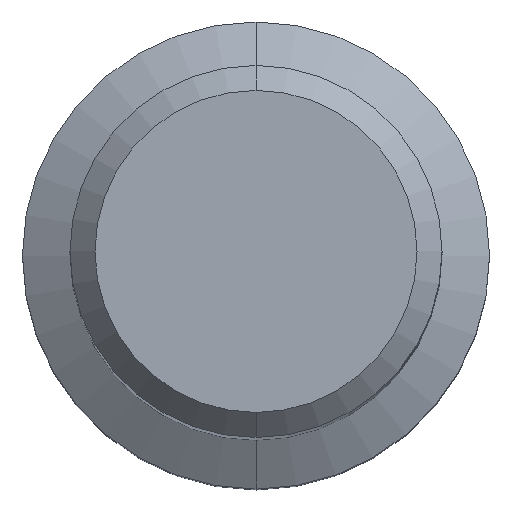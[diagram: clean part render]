
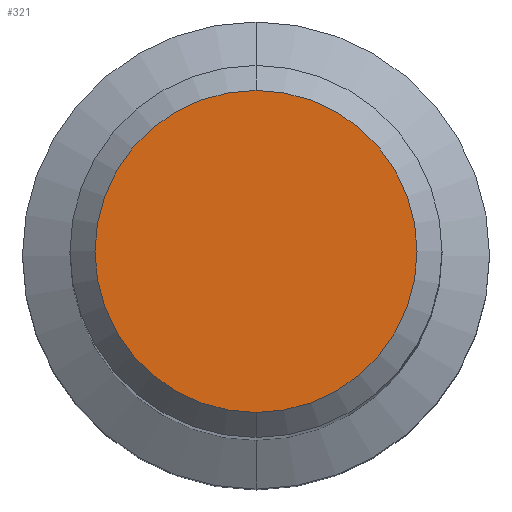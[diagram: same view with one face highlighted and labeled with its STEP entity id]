
A CAD part, top view. The second image highlights one B-rep face of the part: STEP entity #321.
In plain terms, the highlighted planar face has unit normal (0, 0, 1).
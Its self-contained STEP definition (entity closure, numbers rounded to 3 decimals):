
#303=EDGE_CURVE('',#381,#535,#700,.T.);
#321=ADVANCED_FACE('',(#718),#719,.T.);
#381=VERTEX_POINT('',#786);
#435=EDGE_CURVE('',#535,#381,#844,.T.);
#535=VERTEX_POINT('',#958);
#700=CIRCLE('',#1230,7.661);
#718=FACE_OUTER_BOUND('',#1307,.T.);
#719=PLANE('',#1308);
#786=CARTESIAN_POINT('',(0.,-7.661,0.0));
#844=CIRCLE('',#1582,7.661);
#958=CARTESIAN_POINT('',(0.0,7.661,0.0));
#1230=AXIS2_PLACEMENT_3D('',#1952,#1953,#1954);
#1307=EDGE_LOOP('',(#1959,#1960));
#1308=AXIS2_PLACEMENT_3D('',#1961,#1962,#1963);
#1582=AXIS2_PLACEMENT_3D('',#2118,#2119,#2120);
#1952=CARTESIAN_POINT('',(0.0,0.0,0.0));
#1953=DIRECTION('',(0.0,0.0,-1.0));
#1954=DIRECTION('',(0.0,1.0,0.0));
#1959=ORIENTED_EDGE('',*,*,#435,.F.);
#1960=ORIENTED_EDGE('',*,*,#303,.F.);
#1961=CARTESIAN_POINT('',(0.0,3.831,0.0));
#1962=DIRECTION('',(-0.0,0.0,1.0));
#1963=DIRECTION('',(0.0,-1.0,0.0));
#2118=CARTESIAN_POINT('',(0.0,0.0,0.0));
#2119=DIRECTION('',(0.0,0.0,-1.0));
#2120=DIRECTION('',(0.0,1.0,0.0));
